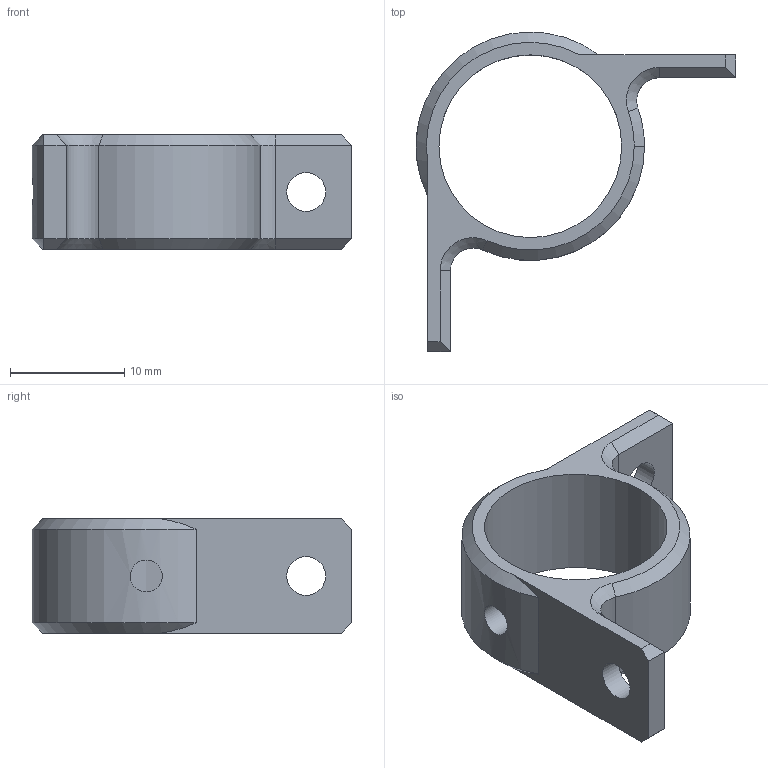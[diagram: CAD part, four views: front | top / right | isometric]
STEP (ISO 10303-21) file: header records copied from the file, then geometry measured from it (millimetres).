
FILE_DESCRIPTION(('FreeCAD Model'),'2;1');
FILE_NAME('Open CASCADE Shape Model','2023-04-07T13:11:23',('Author'),( ''),'Open CASCADE STEP processor 7.5','FreeCAD','Unknown');
FILE_SCHEMA(('AUTOMOTIVE_DESIGN { 1 0 10303 214 1 1 1 1 }'));
Length unit declared in the file: millimetre
Products named in the file (1): ring.holder
Bounding box: 28 x 28 x 10 mm (x, y, z)
Volume: 1533.5 mm3; surface area: 1774.9 mm2
Topology: 1 solids, 1 shells, 34 faces, 88 edges, 56 vertices
Faces by surface type: plane 16, cone 10, cylinder 8
Full cylindrical faces by diameter (mm): 2.8 x1, 3.4 x2, 16 x1
Entity records: 2618 total; most frequent: CARTESIAN_POINT 847, DIRECTION 322, LINE 182, VECTOR 182, ORIENTED_EDGE 176, PCURVE 176, DEFINITIONAL_REPRESENTATION 176, EDGE_CURVE 88
